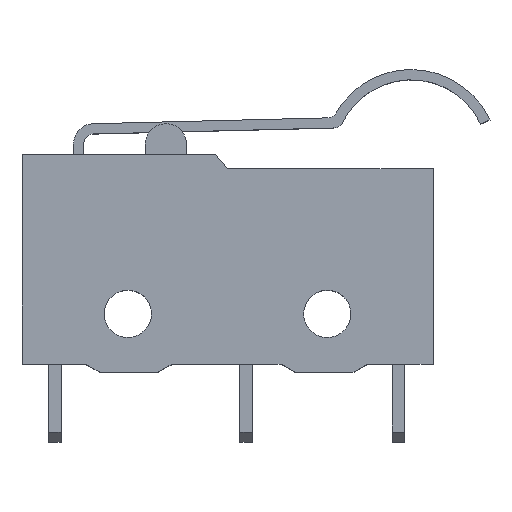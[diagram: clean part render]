
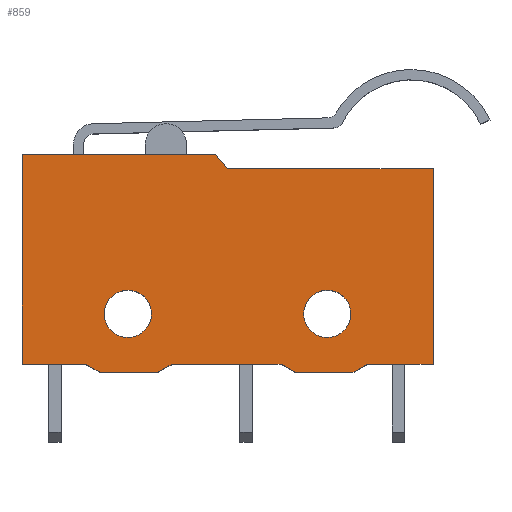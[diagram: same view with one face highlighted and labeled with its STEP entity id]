
A CAD part, top view. The second image highlights one B-rep face of the part: STEP entity #859.
In plain terms, the highlighted free-form (B-spline) face has degree [1, 1] with [2, 2] control points.
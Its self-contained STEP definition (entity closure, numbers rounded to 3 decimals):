
#287 = VERTEX_POINT('',#288);
#288 = CARTESIAN_POINT('',(-13.262,7.228,8.222
    ));
#293 = EDGE_CURVE('',#287,#294,#296,.T.);
#294 = VERTEX_POINT('',#295);
#295 = CARTESIAN_POINT('',(-0.796,7.228,8.222
    ));
#296 = B_SPLINE_CURVE_WITH_KNOTS('',1,(#297,#298),.UNSPECIFIED.,.F.,.F.,
  (2,2),(-8.7,0.7),.PIECEWISE_BEZIER_KNOTS.);
#297 = CARTESIAN_POINT('',(-13.262,7.228,8.222
    ));
#298 = CARTESIAN_POINT('',(-0.796,7.228,8.222
    ));
#353 = VERTEX_POINT('',#354);
#354 = CARTESIAN_POINT('',(13.262,-6.299,
    8.222));
#359 = EDGE_CURVE('',#353,#360,#362,.T.);
#360 = VERTEX_POINT('',#361);
#361 = CARTESIAN_POINT('',(9.018,-6.299,8.222
    ));
#362 = B_SPLINE_CURVE_WITH_KNOTS('',1,(#363,#364),.UNSPECIFIED.,.F.,.F.,
  (2,2),(-1.7,1.5),.PIECEWISE_BEZIER_KNOTS.);
#363 = CARTESIAN_POINT('',(13.262,-6.299,
    8.222));
#364 = CARTESIAN_POINT('',(9.018,-6.299,8.222
    ));
#417 = VERTEX_POINT('',#418);
#418 = CARTESIAN_POINT('',(13.262,6.299,8.222
    ));
#423 = EDGE_CURVE('',#417,#353,#424,.T.);
#424 = B_SPLINE_CURVE_WITH_KNOTS('',1,(#425,#426),.UNSPECIFIED.,.F.,.F.,
  (2,2),(-4.75,4.75),.PIECEWISE_BEZIER_KNOTS.);
#425 = CARTESIAN_POINT('',(13.262,6.299,8.222
    ));
#426 = CARTESIAN_POINT('',(13.262,-6.299,
    8.222));
#445 = VERTEX_POINT('',#446);
#446 = CARTESIAN_POINT('',(0.,6.299,
    8.222));
#451 = EDGE_CURVE('',#445,#417,#452,.T.);
#452 = B_SPLINE_CURVE_WITH_KNOTS('',1,(#453,#454),.UNSPECIFIED.,.F.,.F.,
  (2,2),(-5.,5.),.PIECEWISE_BEZIER_KNOTS.);
#453 = CARTESIAN_POINT('',(0.,6.299,
    8.222));
#454 = CARTESIAN_POINT('',(13.262,6.299,8.222
    ));
#471 = EDGE_CURVE('',#294,#445,#472,.T.);
#472 = B_SPLINE_CURVE_WITH_KNOTS('',1,(#473,#474),.UNSPECIFIED.,.F.,.F.,
  (2,2),(-0.461,0.461),.PIECEWISE_BEZIER_KNOTS.);
#473 = CARTESIAN_POINT('',(-0.796,7.228,8.222
    ));
#474 = CARTESIAN_POINT('',(0.,6.299,
    8.222));
#493 = VERTEX_POINT('',#494);
#494 = CARTESIAN_POINT('',(-13.262,-6.299,
    8.222));
#499 = EDGE_CURVE('',#287,#493,#500,.T.);
#500 = B_SPLINE_CURVE_WITH_KNOTS('',1,(#501,#502),.UNSPECIFIED.,.F.,.F.,
  (2,2),(-5.1,5.1),.PIECEWISE_BEZIER_KNOTS.);
#501 = CARTESIAN_POINT('',(-13.262,7.228,8.222
    ));
#502 = CARTESIAN_POINT('',(-13.262,-6.299,
    8.222));
#521 = VERTEX_POINT('',#522);
#522 = CARTESIAN_POINT('',(-9.151,-6.299,
    8.222));
#527 = EDGE_CURVE('',#521,#493,#528,.T.);
#528 = B_SPLINE_CURVE_WITH_KNOTS('',1,(#529,#530),.UNSPECIFIED.,.F.,.F.,
  (2,2),(-2.45,0.65),.PIECEWISE_BEZIER_KNOTS.);
#529 = CARTESIAN_POINT('',(-9.151,-6.299,
    8.222));
#530 = CARTESIAN_POINT('',(-13.262,-6.299,
    8.222));
#549 = VERTEX_POINT('',#550);
#550 = CARTESIAN_POINT('',(-8.222,-6.83,
    8.222));
#555 = EDGE_CURVE('',#549,#521,#556,.T.);
#556 = B_SPLINE_CURVE_WITH_KNOTS('',1,(#557,#558),.UNSPECIFIED.,.F.,.F.,
  (2,2),(-0.403,0.403),.PIECEWISE_BEZIER_KNOTS.);
#557 = CARTESIAN_POINT('',(-8.222,-6.83,
    8.222));
#558 = CARTESIAN_POINT('',(-9.151,-6.299,
    8.222));
#577 = VERTEX_POINT('',#578);
#578 = CARTESIAN_POINT('',(-4.509,-6.83,
    8.222));
#583 = EDGE_CURVE('',#577,#549,#584,.T.);
#584 = B_SPLINE_CURVE_WITH_KNOTS('',1,(#585,#586),.UNSPECIFIED.,.F.,.F.,
  (2,2),(-1.4,1.4),.PIECEWISE_BEZIER_KNOTS.);
#585 = CARTESIAN_POINT('',(-4.509,-6.83,
    8.222));
#586 = CARTESIAN_POINT('',(-8.222,-6.83,
    8.222));
#605 = VERTEX_POINT('',#606);
#606 = CARTESIAN_POINT('',(-3.581,-6.299,
    8.222));
#611 = EDGE_CURVE('',#605,#577,#612,.T.);
#612 = B_SPLINE_CURVE_WITH_KNOTS('',1,(#613,#614),.UNSPECIFIED.,.F.,.F.,
  (2,2),(-0.403,0.403),.PIECEWISE_BEZIER_KNOTS.);
#613 = CARTESIAN_POINT('',(-3.581,-6.299,
    8.222));
#614 = CARTESIAN_POINT('',(-4.509,-6.83,
    8.222));
#633 = VERTEX_POINT('',#634);
#634 = CARTESIAN_POINT('',(3.448,-6.299,8.222
    ));
#639 = EDGE_CURVE('',#633,#605,#640,.T.);
#640 = B_SPLINE_CURVE_WITH_KNOTS('',1,(#641,#642),.UNSPECIFIED.,.F.,.F.,
  (2,2),(-3.65,1.65),.PIECEWISE_BEZIER_KNOTS.);
#641 = CARTESIAN_POINT('',(3.448,-6.299,8.222
    ));
#642 = CARTESIAN_POINT('',(-3.581,-6.299,
    8.222));
#691 = VERTEX_POINT('',#692);
#692 = CARTESIAN_POINT('',(4.376,-6.83,8.222
    ));
#697 = EDGE_CURVE('',#691,#633,#698,.T.);
#698 = B_SPLINE_CURVE_WITH_KNOTS('',1,(#699,#700),.UNSPECIFIED.,.F.,.F.,
  (2,2),(-0.403,0.403),.PIECEWISE_BEZIER_KNOTS.);
#699 = CARTESIAN_POINT('',(4.376,-6.83,8.222
    ));
#700 = CARTESIAN_POINT('',(3.448,-6.299,8.222
    ));
#719 = VERTEX_POINT('',#720);
#720 = CARTESIAN_POINT('',(8.09,-6.83,8.222
    ));
#725 = EDGE_CURVE('',#719,#691,#726,.T.);
#726 = B_SPLINE_CURVE_WITH_KNOTS('',1,(#727,#728),.UNSPECIFIED.,.F.,.F.,
  (2,2),(-1.4,1.4),.PIECEWISE_BEZIER_KNOTS.);
#727 = CARTESIAN_POINT('',(8.09,-6.83,8.222
    ));
#728 = CARTESIAN_POINT('',(4.376,-6.83,8.222
    ));
#740 = VERTEX_POINT('',#741);
#741 = CARTESIAN_POINT('',(-4.907,-3.05,8.222
    ));
#759 = EDGE_CURVE('',#740,#740,#760,.T.);
#760 = ( BOUNDED_CURVE() B_SPLINE_CURVE(2,(#761,#762,#763,#764,#765,#766
,#767),.UNSPECIFIED.,.T.,.F.) B_SPLINE_CURVE_WITH_KNOTS((1,2,2,2,2,1),(
    -2.094,0.,2.094,4.189,6.283,
8.378),.UNSPECIFIED.) CURVE() GEOMETRIC_REPRESENTATION_ITEM() 
RATIONAL_B_SPLINE_CURVE((1.,0.5,1.,0.5,1.,0.5,1.)) REPRESENTATION_ITEM(
  '') );
#761 = CARTESIAN_POINT('',(-4.907,-3.05,8.222
    ));
#762 = CARTESIAN_POINT('',(-4.907,-0.409,
    8.222));
#763 = CARTESIAN_POINT('',(-7.194,-1.729,8.222
    ));
#764 = CARTESIAN_POINT('',(-9.482,-3.05,8.222
    ));
#765 = CARTESIAN_POINT('',(-7.194,-4.371,8.222
    ));
#766 = CARTESIAN_POINT('',(-4.907,-5.692,
    8.222));
#767 = CARTESIAN_POINT('',(-4.907,-3.05,8.222
    ));
#797 = EDGE_CURVE('',#360,#719,#798,.T.);
#798 = B_SPLINE_CURVE_WITH_KNOTS('',1,(#799,#800),.UNSPECIFIED.,.F.,.F.,
  (2,2),(-0.403,0.403),.PIECEWISE_BEZIER_KNOTS.);
#799 = CARTESIAN_POINT('',(9.018,-6.299,8.222
    ));
#800 = CARTESIAN_POINT('',(8.09,-6.83,8.222
    ));
#812 = VERTEX_POINT('',#813);
#813 = CARTESIAN_POINT('',(7.957,-3.05,8.222)
  );
#831 = EDGE_CURVE('',#812,#812,#832,.T.);
#832 = ( BOUNDED_CURVE() B_SPLINE_CURVE(2,(#833,#834,#835,#836,#837,#838
,#839),.UNSPECIFIED.,.T.,.F.) B_SPLINE_CURVE_WITH_KNOTS((1,2,2,2,2,1),(
    -2.094,0.,2.094,4.189,6.283,
8.378),.UNSPECIFIED.) CURVE() GEOMETRIC_REPRESENTATION_ITEM() 
RATIONAL_B_SPLINE_CURVE((1.,0.5,1.,0.5,1.,0.5,1.)) REPRESENTATION_ITEM(
  '') );
#833 = CARTESIAN_POINT('',(7.957,-3.05,8.222)
  );
#834 = CARTESIAN_POINT('',(7.957,-0.409,8.222
    ));
#835 = CARTESIAN_POINT('',(5.669,-1.729,8.222
    ));
#836 = CARTESIAN_POINT('',(3.382,-3.05,8.222)
  );
#837 = CARTESIAN_POINT('',(5.669,-4.371,8.222
    ));
#838 = CARTESIAN_POINT('',(7.957,-5.692,8.222
    ));
#839 = CARTESIAN_POINT('',(7.957,-3.05,8.222)
  );
#859 = ADVANCED_FACE('',(#860,#876,#879),#882,.T.);
#860 = FACE_BOUND('',#861,.T.);
#861 = EDGE_LOOP('',(#862,#863,#864,#865,#866,#867,#868,#869,#870,#871,
    #872,#873,#874,#875));
#862 = ORIENTED_EDGE('',*,*,#359,.F.);
#863 = ORIENTED_EDGE('',*,*,#423,.F.);
#864 = ORIENTED_EDGE('',*,*,#451,.F.);
#865 = ORIENTED_EDGE('',*,*,#471,.F.);
#866 = ORIENTED_EDGE('',*,*,#293,.F.);
#867 = ORIENTED_EDGE('',*,*,#499,.T.);
#868 = ORIENTED_EDGE('',*,*,#527,.F.);
#869 = ORIENTED_EDGE('',*,*,#555,.F.);
#870 = ORIENTED_EDGE('',*,*,#583,.F.);
#871 = ORIENTED_EDGE('',*,*,#611,.F.);
#872 = ORIENTED_EDGE('',*,*,#639,.F.);
#873 = ORIENTED_EDGE('',*,*,#697,.F.);
#874 = ORIENTED_EDGE('',*,*,#725,.F.);
#875 = ORIENTED_EDGE('',*,*,#797,.F.);
#876 = FACE_BOUND('',#877,.T.);
#877 = EDGE_LOOP('',(#878));
#878 = ORIENTED_EDGE('',*,*,#759,.F.);
#879 = FACE_BOUND('',#880,.T.);
#880 = EDGE_LOOP('',(#881));
#881 = ORIENTED_EDGE('',*,*,#831,.F.);
#882 = B_SPLINE_SURFACE_WITH_KNOTS('',1,1,(
    (#883,#884)
    ,(#885,#886
    )),.UNSPECIFIED.,.F.,.F.,.F.,(2,2),(2,2),(-12.74,
    7.26),(-5.668,4.932),
  .PIECEWISE_BEZIER_KNOTS.);
#883 = CARTESIAN_POINT('',(-13.262,-6.83,
    8.222));
#884 = CARTESIAN_POINT('',(-13.262,7.228,8.222
    ));
#885 = CARTESIAN_POINT('',(13.262,-6.83,
    8.222));
#886 = CARTESIAN_POINT('',(13.262,7.228,8.222
    ));
